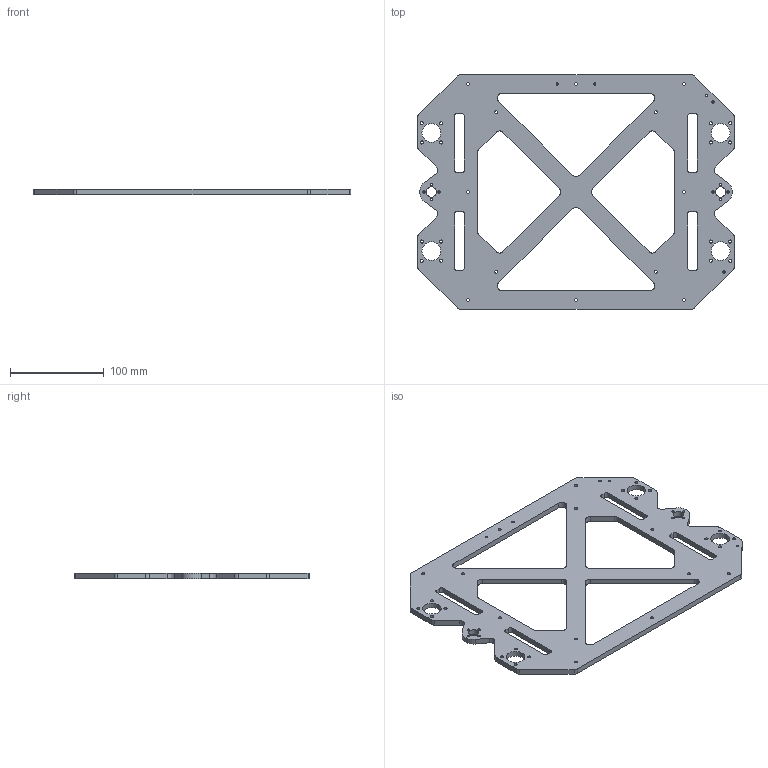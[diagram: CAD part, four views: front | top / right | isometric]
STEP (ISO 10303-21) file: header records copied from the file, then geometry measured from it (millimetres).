
FILE_DESCRIPTION (( 'STEP AP214' ), '1' );
FILE_NAME ('plate.STEP', '2023-04-15T06:57:43', ( '' ), ( '' ), 'SwSTEP 2.0', 'SolidWorks 2020', '' );
FILE_SCHEMA (( 'AUTOMOTIVE_DESIGN' ));
Length unit declared in the file: millimetre
Products named in the file (1): plate
Bounding box: 338 x 250 x 6 mm (x, y, z)
Volume: 261186.1 mm3; surface area: 110557.2 mm2
Topology: 1 solids, 1 shells, 202 faces, 600 edges, 400 vertices
Faces by surface type: cylinder 150, plane 52
Entity records: 7178 total; most frequent: DIRECTION 1306, CARTESIAN_POINT 1203, ORIENTED_EDGE 1200, EDGE_CURVE 600, AXIS2_PLACEMENT_3D 503, VERTEX_POINT 400, EDGE_LOOP 312, CIRCLE 300
